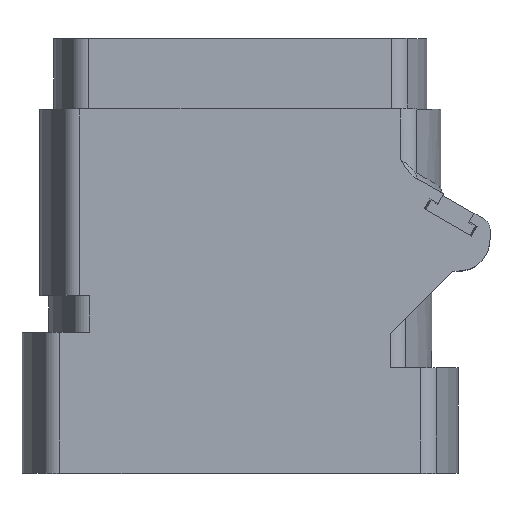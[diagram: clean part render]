
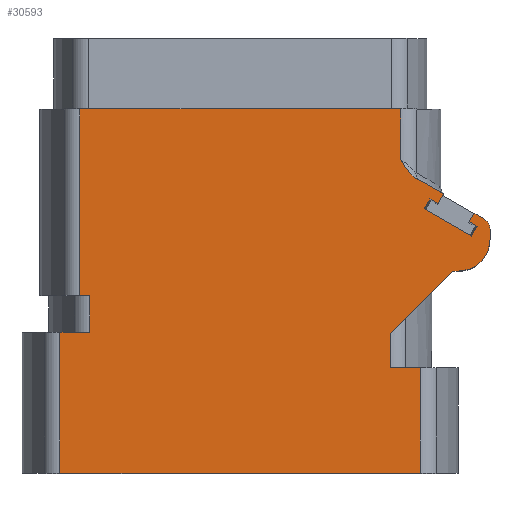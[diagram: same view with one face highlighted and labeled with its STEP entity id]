
A CAD part, top view. The second image highlights one B-rep face of the part: STEP entity #30593.
In plain terms, the highlighted planar face has unit normal (0, 0, 1).
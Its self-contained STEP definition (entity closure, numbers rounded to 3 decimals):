
#10=DIRECTION('',(1.,0.,0.));
#11=VECTOR('',#10,20.49);
#12=CARTESIAN_POINT('',(-10.245,0.,6.));
#13=LINE('',#12,#11);
#147=DIRECTION('',(-0.866,0.5,0.));
#148=VECTOR('',#147,0.679);
#149=CARTESIAN_POINT('',(13.875,14.437,6.));
#150=LINE('',#149,#148);
#159=DIRECTION('',(0.866,-0.5,0.));
#160=VECTOR('',#159,0.525);
#161=CARTESIAN_POINT('',(10.782,15.588,6.));
#162=LINE('',#161,#160);
#163=DIRECTION('',(0.866,-0.5,0.));
#164=VECTOR('',#163,0.525);
#165=CARTESIAN_POINT('',(13.012,14.3,6.));
#166=LINE('',#165,#164);
#167=DIRECTION('',(-0.5,-0.866,0.));
#168=VECTOR('',#167,0.55);
#169=CARTESIAN_POINT('',(13.287,14.777,6.));
#170=LINE('',#169,#168);
#171=CARTESIAN_POINT('',(13.55,13.874,6.));
#172=DIRECTION('',(0.,0.,-1.));
#173=DIRECTION('',(0.5,0.866,0.));
#174=AXIS2_PLACEMENT_3D('',#171,#172,#173);
#176=DIRECTION('',(0.,-1.,0.));
#177=VECTOR('',#176,0.585);
#178=CARTESIAN_POINT('',(14.2,13.874,6.));
#179=LINE('',#178,#177);
#180=CARTESIAN_POINT('',(12.4,13.289,6.));
#181=DIRECTION('',(0.,0.,1.));
#182=DIRECTION('',(0.,-1.,0.));
#183=AXIS2_PLACEMENT_3D('',#180,#181,#182);
#185=DIRECTION('',(-1.,0.,0.));
#186=VECTOR('',#185,0.316);
#187=CARTESIAN_POINT('',(12.4,11.489,6.));
#188=LINE('',#187,#186);
#189=DIRECTION('',(1.,0.,0.));
#190=VECTOR('',#189,18.238);
#191=CARTESIAN_POINT('',(-9.119,20.7,6.));
#192=LINE('',#191,#190);
#193=DIRECTION('',(0.5,0.866,0.));
#194=VECTOR('',#193,0.63);
#195=CARTESIAN_POINT('',(11.236,15.325,6.));
#196=LINE('',#195,#194);
#245=DIRECTION('',(-0.5,-0.866,0.));
#246=VECTOR('',#245,0.65);
#247=CARTESIAN_POINT('',(13.466,14.038,6.));
#248=LINE('',#247,#246);
#249=DIRECTION('',(-0.866,0.5,0.));
#250=VECTOR('',#249,3.1);
#251=CARTESIAN_POINT('',(13.141,13.475,6.));
#252=LINE('',#251,#250);
#265=DIRECTION('',(0.5,0.866,0.));
#266=VECTOR('',#265,0.65);
#267=CARTESIAN_POINT('',(10.457,15.025,6.));
#268=LINE('',#267,#266);
#277=DIRECTION('',(-0.866,0.5,0.));
#278=VECTOR('',#277,1.806);
#279=CARTESIAN_POINT('',(11.552,15.871,6.));
#280=LINE('',#279,#278);
#307=CARTESIAN_POINT('',(9.119,17.853,6.));
#323=CARTESIAN_POINT('',(9.987,16.774,6.));
#325=CARTESIAN_POINT('',(9.987,16.775,6.));
#326=CARTESIAN_POINT('',(9.975,16.782,6.));
#327=CARTESIAN_POINT('',(9.95,16.797,6.));
#328=CARTESIAN_POINT('',(9.911,16.822,6.));
#329=CARTESIAN_POINT('',(9.871,16.851,6.));
#330=CARTESIAN_POINT('',(9.83,16.883,6.));
#331=CARTESIAN_POINT('',(9.789,16.918,6.));
#332=CARTESIAN_POINT('',(9.748,16.956,6.));
#333=CARTESIAN_POINT('',(9.705,16.999,6.));
#334=CARTESIAN_POINT('',(9.658,17.048,6.));
#335=CARTESIAN_POINT('',(9.608,17.105,6.));
#336=CARTESIAN_POINT('',(9.554,17.171,6.));
#337=CARTESIAN_POINT('',(9.499,17.244,6.));
#338=CARTESIAN_POINT('',(9.445,17.321,6.));
#339=CARTESIAN_POINT('',(9.393,17.399,6.));
#340=CARTESIAN_POINT('',(9.342,17.477,6.));
#341=CARTESIAN_POINT('',(9.295,17.554,6.));
#342=CARTESIAN_POINT('',(9.25,17.629,6.));
#343=CARTESIAN_POINT('',(9.206,17.703,6.));
#344=CARTESIAN_POINT('',(9.163,17.777,6.));
#345=CARTESIAN_POINT('',(9.134,17.828,6.));
#346=CARTESIAN_POINT('',(9.119,17.853,6.));
#348=DIRECTION('',(0.,-1.,0.));
#349=VECTOR('',#348,2.847);
#350=CARTESIAN_POINT('',(9.119,20.7,6.));
#351=LINE('',#350,#349);
#409=DIRECTION('',(0.,-1.,0.));
#410=VECTOR('',#409,10.6);
#411=CARTESIAN_POINT('',(-9.119,20.7,6.));
#412=LINE('',#411,#410);
#427=DIRECTION('',(1.,0.,0.));
#428=VECTOR('',#427,0.575);
#429=CARTESIAN_POINT('',(-9.119,10.1,6.));
#430=LINE('',#429,#428);
#445=DIRECTION('',(0.,-1.,0.));
#446=VECTOR('',#445,2.1);
#447=CARTESIAN_POINT('',(-8.545,10.1,6.));
#448=LINE('',#447,#446);
#468=DIRECTION('',(-1.,0.,0.));
#469=VECTOR('',#468,1.7);
#470=CARTESIAN_POINT('',(-8.545,8.,6.));
#471=LINE('',#470,#469);
#499=DIRECTION('',(0.,-1.,0.));
#500=VECTOR('',#499,8.);
#501=CARTESIAN_POINT('',(-10.245,8.,6.));
#502=LINE('',#501,#500);
#25447=DIRECTION('',(0.707,0.707,0.));
#25448=VECTOR('',#25447,5.006);
#25449=CARTESIAN_POINT('',(8.545,7.95,6.));
#25450=LINE('',#25449,#25448);
#25493=DIRECTION('',(-1.,0.,0.));
#25494=VECTOR('',#25493,1.7);
#25495=CARTESIAN_POINT('',(10.245,6.,6.));
#25496=LINE('',#25495,#25494);
#25520=DIRECTION('',(0.,-1.,0.));
#25521=VECTOR('',#25520,1.95);
#25522=CARTESIAN_POINT('',(8.545,7.95,6.));
#25523=LINE('',#25522,#25521);
#25554=DIRECTION('',(0.,-1.,0.));
#25555=VECTOR('',#25554,6.);
#25556=CARTESIAN_POINT('',(10.245,6.,6.));
#25557=LINE('',#25556,#25555);
#25575=CARTESIAN_POINT('',(10.245,0.,6.));
#25576=VERTEX_POINT('',#25575);
#25577=CARTESIAN_POINT('',(10.245,6.,6.));
#25578=VERTEX_POINT('',#25577);
#25587=CARTESIAN_POINT('',(-10.245,8.,6.));
#25588=CARTESIAN_POINT('',(-10.245,0.,6.));
#25589=VERTEX_POINT('',#25587);
#25590=VERTEX_POINT('',#25588);
#25595=CARTESIAN_POINT('',(13.875,14.437,6.));
#25596=CARTESIAN_POINT('',(14.2,13.874,6.));
#25597=VERTEX_POINT('',#25595);
#25598=VERTEX_POINT('',#25596);
#25615=CARTESIAN_POINT('',(8.545,7.95,6.));
#25616=CARTESIAN_POINT('',(8.545,6.,6.));
#25617=VERTEX_POINT('',#25615);
#25618=VERTEX_POINT('',#25616);
#25621=CARTESIAN_POINT('',(12.084,11.489,6.));
#25622=VERTEX_POINT('',#25621);
#25627=CARTESIAN_POINT('',(9.119,20.7,6.));
#25629=VERTEX_POINT('',#25627);
#25639=CARTESIAN_POINT('',(-8.545,10.1,6.));
#25640=CARTESIAN_POINT('',(-8.545,8.,6.));
#25641=VERTEX_POINT('',#25639);
#25642=VERTEX_POINT('',#25640);
#25647=CARTESIAN_POINT('',(-9.119,20.7,6.));
#25648=CARTESIAN_POINT('',(-9.119,10.1,6.));
#25649=VERTEX_POINT('',#25647);
#25650=VERTEX_POINT('',#25648);
#25744=VERTEX_POINT('',#307);
#25746=VERTEX_POINT('',#323);
#25758=CARTESIAN_POINT('',(12.4,11.489,6.));
#25759=CARTESIAN_POINT('',(14.2,13.289,6.));
#25760=VERTEX_POINT('',#25758);
#25761=VERTEX_POINT('',#25759);
#25774=CARTESIAN_POINT('',(13.287,14.777,6.));
#25775=VERTEX_POINT('',#25774);
#25778=CARTESIAN_POINT('',(11.552,15.871,6.));
#25779=VERTEX_POINT('',#25778);
#25790=CARTESIAN_POINT('',(13.141,13.475,6.));
#25791=VERTEX_POINT('',#25790);
#25792=CARTESIAN_POINT('',(10.457,15.025,6.));
#25793=VERTEX_POINT('',#25792);
#25798=CARTESIAN_POINT('',(10.782,15.588,6.));
#25799=CARTESIAN_POINT('',(11.236,15.325,6.));
#25800=VERTEX_POINT('',#25798);
#25801=VERTEX_POINT('',#25799);
#25802=CARTESIAN_POINT('',(13.012,14.3,6.));
#25803=CARTESIAN_POINT('',(13.466,14.038,6.));
#25804=VERTEX_POINT('',#25802);
#25805=VERTEX_POINT('',#25803);
#30537=CARTESIAN_POINT('',(-10.852,0.,6.));
#30538=DIRECTION('',(0.,0.,1.));
#30539=DIRECTION('',(1.,0.,0.));
#30540=AXIS2_PLACEMENT_3D('',#30537,#30538,#30539);
#30541=PLANE('',#30540);
#30543=ORIENTED_EDGE('',*,*,#30542,.F.);
#30545=ORIENTED_EDGE('',*,*,#30544,.F.);
#30547=ORIENTED_EDGE('',*,*,#30546,.F.);
#30549=ORIENTED_EDGE('',*,*,#30548,.F.);
#30551=ORIENTED_EDGE('',*,*,#30550,.F.);
#30553=ORIENTED_EDGE('',*,*,#30552,.F.);
#30554=ORIENTED_EDGE('',*,*,#30512,.F.);
#30555=ORIENTED_EDGE('',*,*,#30528,.T.);
#30557=ORIENTED_EDGE('',*,*,#30556,.T.);
#30559=ORIENTED_EDGE('',*,*,#30558,.F.);
#30561=ORIENTED_EDGE('',*,*,#30560,.T.);
#30563=ORIENTED_EDGE('',*,*,#30562,.F.);
#30565=ORIENTED_EDGE('',*,*,#30564,.T.);
#30567=ORIENTED_EDGE('',*,*,#30566,.F.);
#30569=ORIENTED_EDGE('',*,*,#30568,.T.);
#30570=ORIENTED_EDGE('',*,*,#30317,.F.);
#30572=ORIENTED_EDGE('',*,*,#30571,.F.);
#30574=ORIENTED_EDGE('',*,*,#30573,.F.);
#30576=ORIENTED_EDGE('',*,*,#30575,.F.);
#30578=ORIENTED_EDGE('',*,*,#30577,.F.);
#30580=ORIENTED_EDGE('',*,*,#30579,.F.);
#30582=ORIENTED_EDGE('',*,*,#30581,.T.);
#30584=ORIENTED_EDGE('',*,*,#30583,.T.);
#30586=ORIENTED_EDGE('',*,*,#30585,.F.);
#30588=ORIENTED_EDGE('',*,*,#30587,.F.);
#30590=ORIENTED_EDGE('',*,*,#30589,.F.);
#30591=EDGE_LOOP('',(#30543,#30545,#30547,#30549,#30551,#30553,#30554,#30555,
#30557,#30559,#30561,#30563,#30565,#30567,#30569,#30570,#30572,#30574,#30576,
#30578,#30580,#30582,#30584,#30586,#30588,#30590));
#30592=FACE_OUTER_BOUND('',#30591,.F.);
#30593=ADVANCED_FACE('',(#30592),#30541,.T.);
#175=CIRCLE('',#174,0.65);
#184=CIRCLE('',#183,1.8);
#347=B_SPLINE_CURVE_WITH_KNOTS('',3,(#325,#326,#327,#328,#329,#330,#331,#332,
#333,#334,#335,#336,#337,#338,#339,#340,#341,#342,#343,#344,#345,#346),
.UNSPECIFIED.,.F.,.F.,(4,1,1,1,1,1,1,1,1,1,1,1,1,1,1,1,1,1,1,4),(0.,
0.053,0.105,0.158,0.211,
0.263,0.316,0.368,0.421,
0.474,0.526,0.579,0.632,
0.684,0.737,0.789,0.842,
0.895,0.947,1.),.UNSPECIFIED.);
#30317=EDGE_CURVE('',#25590,#25576,#13,.T.);
#30512=EDGE_CURVE('',#25597,#25775,#150,.T.);
#30528=EDGE_CURVE('',#25597,#25598,#175,.T.);
#30542=EDGE_CURVE('',#25800,#25801,#162,.T.);
#30544=EDGE_CURVE('',#25793,#25800,#268,.T.);
#30546=EDGE_CURVE('',#25791,#25793,#252,.T.);
#30548=EDGE_CURVE('',#25805,#25791,#248,.T.);
#30550=EDGE_CURVE('',#25804,#25805,#166,.T.);
#30552=EDGE_CURVE('',#25775,#25804,#170,.T.);
#30556=EDGE_CURVE('',#25598,#25761,#179,.T.);
#30558=EDGE_CURVE('',#25760,#25761,#184,.T.);
#30560=EDGE_CURVE('',#25760,#25622,#188,.T.);
#30562=EDGE_CURVE('',#25617,#25622,#25450,.T.);
#30564=EDGE_CURVE('',#25617,#25618,#25523,.T.);
#30566=EDGE_CURVE('',#25578,#25618,#25496,.T.);
#30568=EDGE_CURVE('',#25578,#25576,#25557,.T.);
#30571=EDGE_CURVE('',#25589,#25590,#502,.T.);
#30573=EDGE_CURVE('',#25642,#25589,#471,.T.);
#30575=EDGE_CURVE('',#25641,#25642,#448,.T.);
#30577=EDGE_CURVE('',#25650,#25641,#430,.T.);
#30579=EDGE_CURVE('',#25649,#25650,#412,.T.);
#30581=EDGE_CURVE('',#25649,#25629,#192,.T.);
#30583=EDGE_CURVE('',#25629,#25744,#351,.T.);
#30585=EDGE_CURVE('',#25746,#25744,#347,.T.);
#30587=EDGE_CURVE('',#25779,#25746,#280,.T.);
#30589=EDGE_CURVE('',#25801,#25779,#196,.T.);
